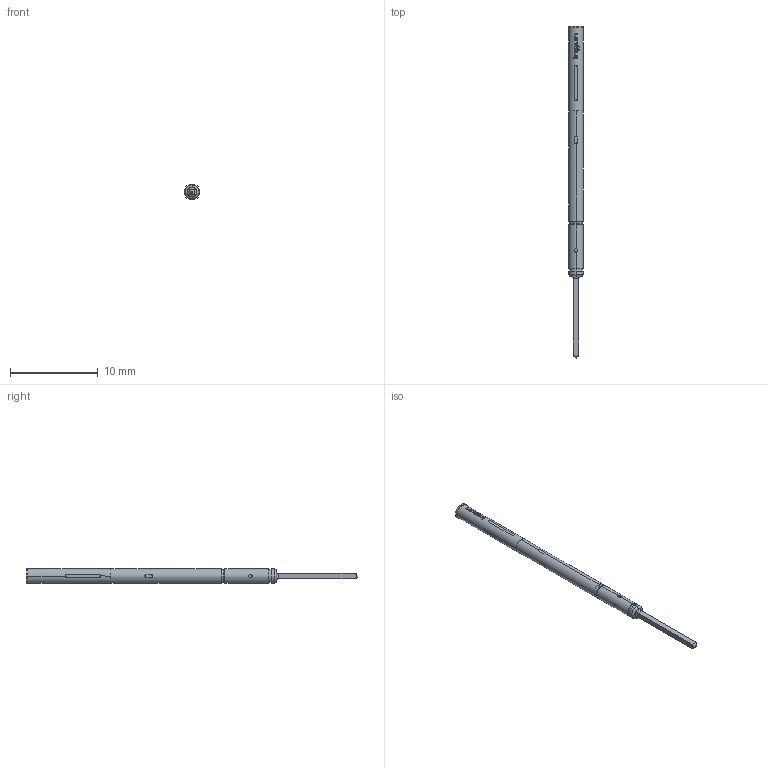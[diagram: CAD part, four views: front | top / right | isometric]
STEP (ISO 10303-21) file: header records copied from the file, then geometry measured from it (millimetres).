
FILE_DESCRIPTION (( 'STEP AP203' ), '1' );
FILE_NAME ('INGUN_KS-100_47_93.STEP', '2022-02-09T05:11:38', ( 'ochi' ), ( '' ), 'SwSTEP 2.0', 'SolidWorks 2018', '' );
FILE_SCHEMA (( 'CONFIG_CONTROL_DESIGN' ));
Length unit declared in the file: millimetre
Products named in the file (1): INGUN_KS-100_47_93
Bounding box: 1.8 x 37.9 x 1.8 mm (x, y, z)
Volume: 64.5 mm3; surface area: 176.3 mm2
Topology: 1 solids, 1 shells, 146 faces, 360 edges, 232 vertices
Faces by surface type: bspline 62, cylinder 40, plane 34, torus 6, cone 4
Entity records: 5952 total; most frequent: CARTESIAN_POINT 3072, ORIENTED_EDGE 720, EDGE_CURVE 360, DIRECTION 330, VERTEX_POINT 232, B_SPLINE_CURVE_WITH_KNOTS 232, EDGE_LOOP 162, ADVANCED_FACE 146
